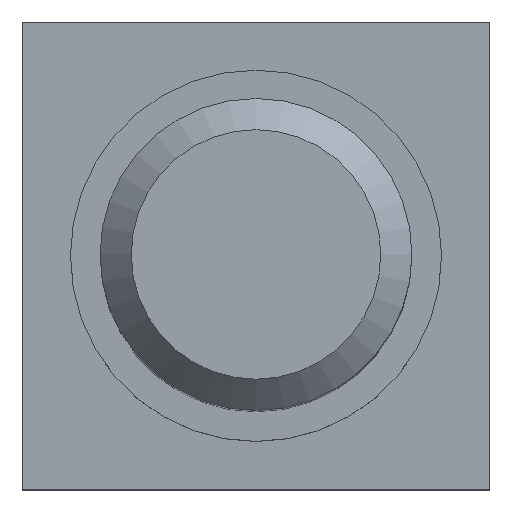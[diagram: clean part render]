
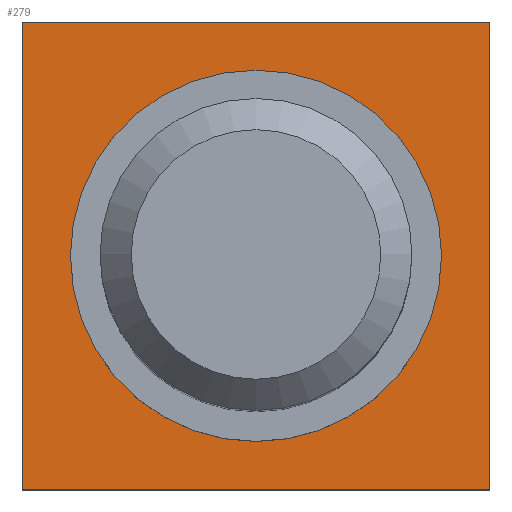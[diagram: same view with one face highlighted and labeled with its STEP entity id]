
A CAD part, top view. The second image highlights one B-rep face of the part: STEP entity #279.
In plain terms, the highlighted planar face has unit normal (0, 0, 1).
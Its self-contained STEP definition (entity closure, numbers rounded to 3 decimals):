
#117=CARTESIAN_POINT('',(5.95,0.0,2.8));
#118=VERTEX_POINT('',#117);
#119=CARTESIAN_POINT('',(0.0,0.0,2.8));
#120=DIRECTION('',(0.0,0.0,-1.0));
#121=DIRECTION('',(1.0,0.0,0.0));
#122=AXIS2_PLACEMENT_3D('',#119,#120,#121);
#123=CIRCLE('',#122,5.95);
#124=EDGE_CURVE('',#118,#118,#123,.T.);
#146=CARTESIAN_POINT('',(7.5,7.5,2.8));
#147=VERTEX_POINT('',#146);
#148=CARTESIAN_POINT('',(7.5,-7.5,2.8));
#149=VERTEX_POINT('',#148);
#150=CARTESIAN_POINT('',(7.5,7.5,2.8));
#151=DIRECTION('',(0.0,-1.0,0.0));
#152=VECTOR('',#151,15.0);
#153=LINE('',#150,#152);
#154=EDGE_CURVE('',#147,#149,#153,.T.);
#186=CARTESIAN_POINT('',(-7.5,-7.5,2.8));
#187=VERTEX_POINT('',#186);
#188=CARTESIAN_POINT('',(7.5,-7.5,2.8));
#189=DIRECTION('',(-1.0,0.0,0.0));
#190=VECTOR('',#189,15.0);
#191=LINE('',#188,#190);
#192=EDGE_CURVE('',#149,#187,#191,.T.);
#217=CARTESIAN_POINT('',(-7.5,7.5,2.8));
#218=VERTEX_POINT('',#217);
#219=CARTESIAN_POINT('',(-7.5,-7.5,2.8));
#220=DIRECTION('',(0.0,1.0,0.0));
#221=VECTOR('',#220,15.0);
#222=LINE('',#219,#221);
#223=EDGE_CURVE('',#187,#218,#222,.T.);
#248=CARTESIAN_POINT('',(-7.5,7.5,2.8));
#249=DIRECTION('',(1.0,0.0,0.0));
#250=VECTOR('',#249,15.0);
#251=LINE('',#248,#250);
#252=EDGE_CURVE('',#218,#147,#251,.T.);
#265=CARTESIAN_POINT('',(0.0,0.,2.8));
#266=DIRECTION('',(0.0,0.0,1.0));
#267=DIRECTION('',(1.0,0.0,0.0));
#268=AXIS2_PLACEMENT_3D('',#265,#266,#267);
#269=PLANE('',#268);
#270=ORIENTED_EDGE('',*,*,#154,.F.);
#271=ORIENTED_EDGE('',*,*,#252,.F.);
#272=ORIENTED_EDGE('',*,*,#223,.F.);
#273=ORIENTED_EDGE('',*,*,#192,.F.);
#274=EDGE_LOOP('',(#270,#271,#272,#273));
#275=FACE_OUTER_BOUND('',#274,.T.);
#276=ORIENTED_EDGE('',*,*,#124,.T.);
#277=EDGE_LOOP('',(#276));
#278=FACE_BOUND('',#277,.T.);
#279=ADVANCED_FACE('',(#275,#278),#269,.T.);
